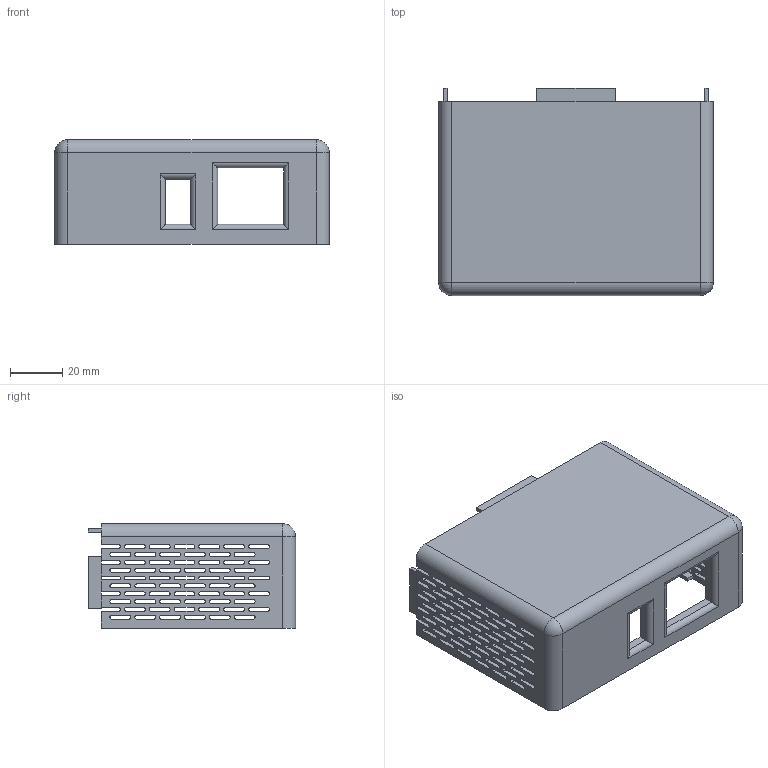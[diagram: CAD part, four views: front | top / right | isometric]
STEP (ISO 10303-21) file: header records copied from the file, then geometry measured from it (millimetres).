
FILE_DESCRIPTION(/* description */ (''),/* implementation_level */ '2;1');
FILE_NAME(/* name */ 'CICERONE Airlink Case - Top.step',/* time_stamp */ '2025-07-29T19:15:52+02:00',/* author */ (''),/* organization */ (''),/* preprocessor_version */ 'ST-DEVELOPER v20.1',/* originating_system */ 'Autodesk Translation Framework v14.10.0.0',/* authorisation */ '');
FILE_SCHEMA (('AUTOMOTIVE_DESIGN { 1 0 10303 214 3 1 1 }'));
Length unit declared in the file: millimetre
Products named in the file (1): P12 Cubierta
Bounding box: 105 x 79.26 x 40 mm (x, y, z)
Volume: 69777.6 mm3; surface area: 42454 mm2
Topology: 1 solids, 1 shells, 1099 faces, 3284 edges, 2166 vertices
Faces by surface type: plane 580, cylinder 515, sphere 2, cone 2
Entity records: 37637 total; most frequent: ORIENTED_EDGE 6564, CARTESIAN_POINT 6548, DIRECTION 6506, EDGE_CURVE 3282, LINE 2258, VECTOR 2258, VERTEX_POINT 2166, AXIS2_PLACEMENT_3D 2124
